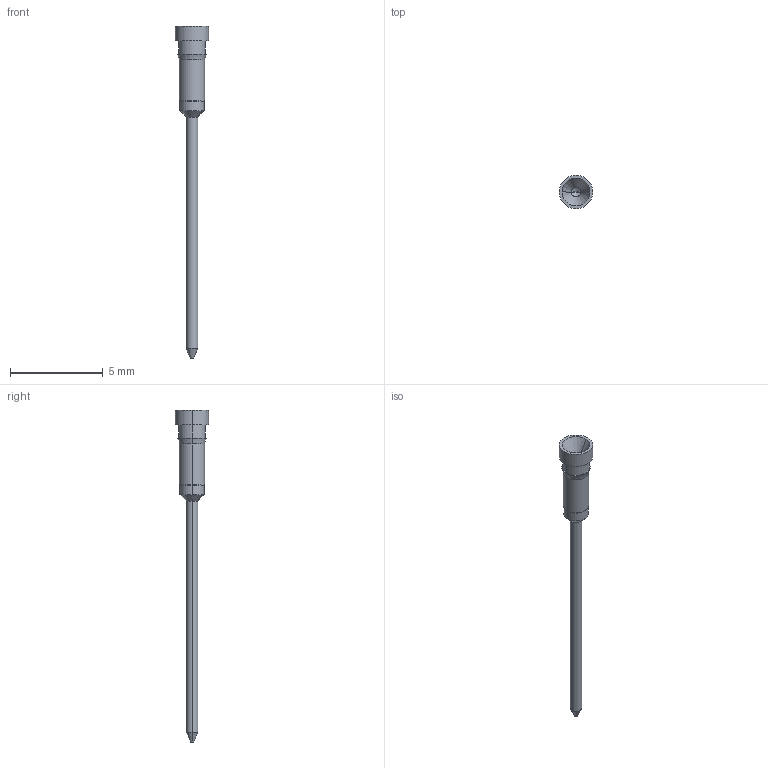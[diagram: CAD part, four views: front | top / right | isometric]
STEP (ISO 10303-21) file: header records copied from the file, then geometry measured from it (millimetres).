
FILE_DESCRIPTION (( 'STEP AP214' ), '1' );
FILE_NAME ('MOD-1016368-I-Z1WR-0.8.STEP', '2023-04-17T14:30:57', ( '' ), ( '' ), 'SwSTEP 2.0', 'SolidWorks 2020', '' );
FILE_SCHEMA (( 'AUTOMOTIVE_DESIGN' ));
Length unit declared in the file: millimetre
Products named in the file (1): MOD-1016368-I-Z1WR-0.8
Bounding box: 1.8 x 1.8 x 17.85 mm (x, y, z)
Volume: 10.7 mm3; surface area: 55.6 mm2
Topology: 1 solids, 1 shells, 28 faces, 56 edges, 31 vertices
Faces by surface type: cone 12, cylinder 12, plane 4
Entity records: 742 total; most frequent: DIRECTION 142, CARTESIAN_POINT 114, ORIENTED_EDGE 108, AXIS2_PLACEMENT_3D 59, EDGE_CURVE 54, EDGE_LOOP 31, VERTEX_POINT 31, CIRCLE 30
